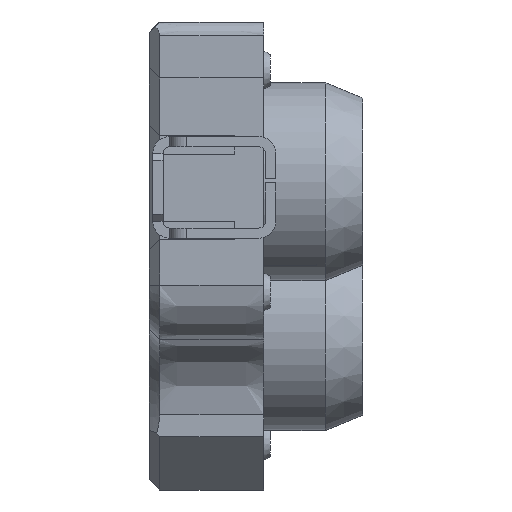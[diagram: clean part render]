
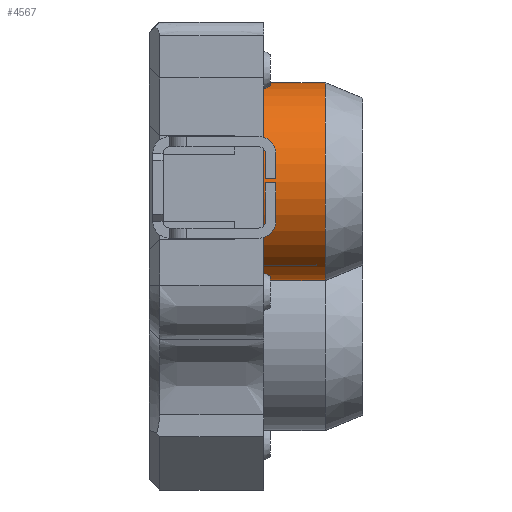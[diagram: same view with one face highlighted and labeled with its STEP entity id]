
A CAD part, left-side view. The second image highlights one B-rep face of the part: STEP entity #4567.
In plain terms, the highlighted cylindrical face has radius 1.45 mm (diameter 2.9 mm), a partial arc.
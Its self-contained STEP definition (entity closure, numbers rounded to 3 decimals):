
#1727 = PLANE('',#1728);
#1728 = AXIS2_PLACEMENT_3D('',#1729,#1730,#1731);
#1729 = CARTESIAN_POINT('',(-1.625,0.177,2.445));
#1730 = DIRECTION('',(0.,1.,0.));
#1731 = DIRECTION('',(0.,-0.,1.));
#4022 = CONICAL_SURFACE('',#4023,1.337,0.391);
#4023 = AXIS2_PLACEMENT_3D('',#4024,#4025,#4026);
#4024 = CARTESIAN_POINT('',(-2.342,-0.999,
    1.09));
#4025 = DIRECTION('',(0.,1.,0.));
#4026 = DIRECTION('',(0.,0.,-1.));
#4495 = VERTEX_POINT('',#4496);
#4496 = CARTESIAN_POINT('',(-2.342,-0.726,
    -0.36));
#4519 = VERTEX_POINT('',#4520);
#4520 = CARTESIAN_POINT('',(-2.342,-0.726,
    2.54));
#4541 = EDGE_CURVE('',#4495,#4519,#4542,.T.);
#4542 = SURFACE_CURVE('',#4543,(#4548,#4555),.PCURVE_S1.);
#4543 = CIRCLE('',#4544,1.45);
#4544 = AXIS2_PLACEMENT_3D('',#4545,#4546,#4547);
#4545 = CARTESIAN_POINT('',(-2.342,-0.726,
    1.09));
#4546 = DIRECTION('',(0.,1.,0.));
#4547 = DIRECTION('',(0.,0.,-1.));
#4548 = PCURVE('',#4022,#4549);
#4549 = DEFINITIONAL_REPRESENTATION('',(#4550),#4554);
#4550 = LINE('',#4551,#4552);
#4551 = CARTESIAN_POINT('',(0.,0.274));
#4552 = VECTOR('',#4553,1.);
#4553 = DIRECTION('',(1.,0.));
#4554 = ( GEOMETRIC_REPRESENTATION_CONTEXT(2) 
PARAMETRIC_REPRESENTATION_CONTEXT() REPRESENTATION_CONTEXT('2D SPACE',''
  ) );
#4555 = PCURVE('',#4556,#4561);
#4556 = CYLINDRICAL_SURFACE('',#4557,1.45);
#4557 = AXIS2_PLACEMENT_3D('',#4558,#4559,#4560);
#4558 = CARTESIAN_POINT('',(-2.342,-8.451,
    1.09));
#4559 = DIRECTION('',(0.,-1.,0.));
#4560 = DIRECTION('',(0.,0.,-1.));
#4561 = DEFINITIONAL_REPRESENTATION('',(#4562),#4566);
#4562 = LINE('',#4563,#4564);
#4563 = CARTESIAN_POINT('',(6.283,-7.725));
#4564 = VECTOR('',#4565,1.);
#4565 = DIRECTION('',(-1.,0.));
#4566 = ( GEOMETRIC_REPRESENTATION_CONTEXT(2) 
PARAMETRIC_REPRESENTATION_CONTEXT() REPRESENTATION_CONTEXT('2D SPACE',''
  ) );
#4567 = ADVANCED_FACE('',(#4568),#4556,.T.);
#4568 = FACE_BOUND('',#4569,.T.);
#4569 = EDGE_LOOP('',(#4570,#4598,#4626,#4647));
#4570 = ORIENTED_EDGE('',*,*,#4571,.T.);
#4571 = EDGE_CURVE('',#4519,#4572,#4574,.T.);
#4572 = VERTEX_POINT('',#4573);
#4573 = CARTESIAN_POINT('',(-2.342,0.177,
    2.54));
#4574 = SURFACE_CURVE('',#4575,(#4579,#4586),.PCURVE_S1.);
#4575 = LINE('',#4576,#4577);
#4576 = CARTESIAN_POINT('',(-2.342,-0.726,
    2.54));
#4577 = VECTOR('',#4578,1.);
#4578 = DIRECTION('',(0.,1.,0.));
#4579 = PCURVE('',#4556,#4580);
#4580 = DEFINITIONAL_REPRESENTATION('',(#4581),#4585);
#4581 = LINE('',#4582,#4583);
#4582 = CARTESIAN_POINT('',(3.142,-7.725));
#4583 = VECTOR('',#4584,1.);
#4584 = DIRECTION('',(0.,-1.));
#4585 = ( GEOMETRIC_REPRESENTATION_CONTEXT(2) 
PARAMETRIC_REPRESENTATION_CONTEXT() REPRESENTATION_CONTEXT('2D SPACE',''
  ) );
#4586 = PCURVE('',#4587,#4592);
#4587 = CYLINDRICAL_SURFACE('',#4588,1.45);
#4588 = AXIS2_PLACEMENT_3D('',#4589,#4590,#4591);
#4589 = CARTESIAN_POINT('',(-2.342,-8.451,
    1.09));
#4590 = DIRECTION('',(0.,-1.,0.));
#4591 = DIRECTION('',(0.,0.,-1.));
#4592 = DEFINITIONAL_REPRESENTATION('',(#4593),#4597);
#4593 = LINE('',#4594,#4595);
#4594 = CARTESIAN_POINT('',(3.142,-7.725));
#4595 = VECTOR('',#4596,1.);
#4596 = DIRECTION('',(0.,-1.));
#4597 = ( GEOMETRIC_REPRESENTATION_CONTEXT(2) 
PARAMETRIC_REPRESENTATION_CONTEXT() REPRESENTATION_CONTEXT('2D SPACE',''
  ) );
#4598 = ORIENTED_EDGE('',*,*,#4599,.T.);
#4599 = EDGE_CURVE('',#4572,#4600,#4602,.T.);
#4600 = VERTEX_POINT('',#4601);
#4601 = CARTESIAN_POINT('',(-2.342,0.177,
    -0.36));
#4602 = SURFACE_CURVE('',#4603,(#4608,#4615),.PCURVE_S1.);
#4603 = CIRCLE('',#4604,1.45);
#4604 = AXIS2_PLACEMENT_3D('',#4605,#4606,#4607);
#4605 = CARTESIAN_POINT('',(-2.342,0.177,
    1.09));
#4606 = DIRECTION('',(0.,-1.,0.));
#4607 = DIRECTION('',(0.,0.,1.));
#4608 = PCURVE('',#4556,#4609);
#4609 = DEFINITIONAL_REPRESENTATION('',(#4610),#4614);
#4610 = LINE('',#4611,#4612);
#4611 = CARTESIAN_POINT('',(3.142,-8.629));
#4612 = VECTOR('',#4613,1.);
#4613 = DIRECTION('',(1.,0.));
#4614 = ( GEOMETRIC_REPRESENTATION_CONTEXT(2) 
PARAMETRIC_REPRESENTATION_CONTEXT() REPRESENTATION_CONTEXT('2D SPACE',''
  ) );
#4615 = PCURVE('',#1727,#4616);
#4616 = DEFINITIONAL_REPRESENTATION('',(#4617),#4625);
#4617 = ( BOUNDED_CURVE() B_SPLINE_CURVE(2,(#4618,#4619,#4620,#4621,
#4622,#4623,#4624),.UNSPECIFIED.,.T.,.F.) B_SPLINE_CURVE_WITH_KNOTS((1,2
    ,2,2,2,1),(-2.094,0.,2.094,4.189,
6.283,8.378),.UNSPECIFIED.) CURVE() 
GEOMETRIC_REPRESENTATION_ITEM() RATIONAL_B_SPLINE_CURVE((1.,0.5,1.,0.5,
1.,0.5,1.)) REPRESENTATION_ITEM('') );
#4618 = CARTESIAN_POINT('',(0.095,-0.717));
#4619 = CARTESIAN_POINT('',(0.095,-3.229));
#4620 = CARTESIAN_POINT('',(-2.08,-1.973));
#4621 = CARTESIAN_POINT('',(-4.255,-0.717));
#4622 = CARTESIAN_POINT('',(-2.08,0.539));
#4623 = CARTESIAN_POINT('',(0.095,1.794));
#4624 = CARTESIAN_POINT('',(0.095,-0.717));
#4625 = ( GEOMETRIC_REPRESENTATION_CONTEXT(2) 
PARAMETRIC_REPRESENTATION_CONTEXT() REPRESENTATION_CONTEXT('2D SPACE',''
  ) );
#4626 = ORIENTED_EDGE('',*,*,#4627,.T.);
#4627 = EDGE_CURVE('',#4600,#4495,#4628,.T.);
#4628 = SURFACE_CURVE('',#4629,(#4633,#4640),.PCURVE_S1.);
#4629 = LINE('',#4630,#4631);
#4630 = CARTESIAN_POINT('',(-2.342,0.177,
    -0.36));
#4631 = VECTOR('',#4632,1.);
#4632 = DIRECTION('',(0.,-1.,0.));
#4633 = PCURVE('',#4556,#4634);
#4634 = DEFINITIONAL_REPRESENTATION('',(#4635),#4639);
#4635 = LINE('',#4636,#4637);
#4636 = CARTESIAN_POINT('',(6.283,-8.629));
#4637 = VECTOR('',#4638,1.);
#4638 = DIRECTION('',(0.,1.));
#4639 = ( GEOMETRIC_REPRESENTATION_CONTEXT(2) 
PARAMETRIC_REPRESENTATION_CONTEXT() REPRESENTATION_CONTEXT('2D SPACE',''
  ) );
#4640 = PCURVE('',#4587,#4641);
#4641 = DEFINITIONAL_REPRESENTATION('',(#4642),#4646);
#4642 = LINE('',#4643,#4644);
#4643 = CARTESIAN_POINT('',(0.,-8.629));
#4644 = VECTOR('',#4645,1.);
#4645 = DIRECTION('',(0.,1.));
#4646 = ( GEOMETRIC_REPRESENTATION_CONTEXT(2) 
PARAMETRIC_REPRESENTATION_CONTEXT() REPRESENTATION_CONTEXT('2D SPACE',''
  ) );
#4647 = ORIENTED_EDGE('',*,*,#4541,.T.);
